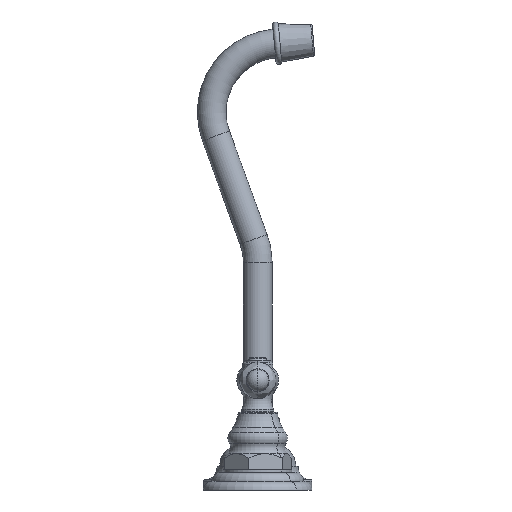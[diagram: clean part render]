
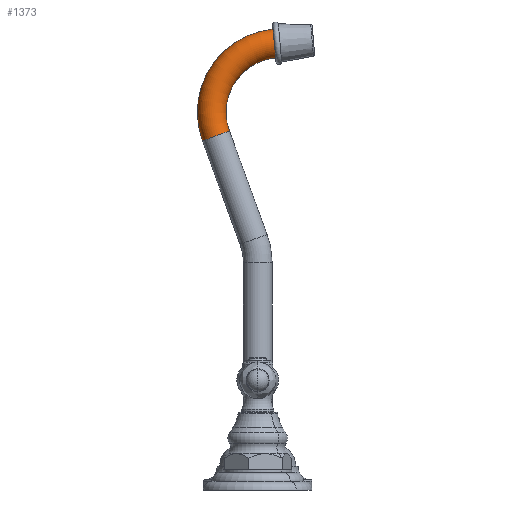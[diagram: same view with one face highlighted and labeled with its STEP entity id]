
A CAD part, left-side view. The second image highlights one B-rep face of the part: STEP entity #1373.
In plain terms, the highlighted toroidal (fillet/blend) face has major radius 38.1 mm and minor radius 7.938 mm.
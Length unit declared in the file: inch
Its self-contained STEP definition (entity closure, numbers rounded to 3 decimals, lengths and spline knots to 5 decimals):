
#593=CARTESIAN_POINT('',(0.,-0.33406,10.01635));
#594=CARTESIAN_POINT('',(-0.0102,-0.33406,
10.01635));
#595=CARTESIAN_POINT('',(-0.0305,-0.33415,
10.01536));
#596=CARTESIAN_POINT('',(-0.06077,-0.33454,
10.01091));
#597=CARTESIAN_POINT('',(-0.09043,-0.33518,
10.00355));
#598=CARTESIAN_POINT('',(-0.11922,-0.33608,
9.99334));
#599=CARTESIAN_POINT('',(-0.14692,-0.33721,
9.98036));
#600=CARTESIAN_POINT('',(-0.17339,-0.33859,
9.96464));
#601=CARTESIAN_POINT('',(-0.19818,-0.34018,
9.94639));
#602=CARTESIAN_POINT('',(-0.22091,-0.34197,
9.92593));
#603=CARTESIAN_POINT('',(-0.24154,-0.34395,
9.90335));
#604=CARTESIAN_POINT('',(-0.26,-0.34611,
9.87866));
#605=CARTESIAN_POINT('',(-0.27592,-0.34842,
9.85226));
#606=CARTESIAN_POINT('',(-0.28906,-0.35084,
9.82463));
#607=CARTESIAN_POINT('',(-0.29943,-0.35335,
9.79586));
#608=CARTESIAN_POINT('',(-0.30697,-0.35596,
9.766));
#609=CARTESIAN_POINT('',(-0.3115,-0.35863,
9.73555));
#610=CARTESIAN_POINT('',(-0.313,-0.3613,
9.70503));
#611=CARTESIAN_POINT('',(-0.3115,-0.36397,
9.67451));
#612=CARTESIAN_POINT('',(-0.30697,-0.36663,
9.64406));
#613=CARTESIAN_POINT('',(-0.29943,-0.36925,
9.6142));
#614=CARTESIAN_POINT('',(-0.28906,-0.37176,
9.58544));
#615=CARTESIAN_POINT('',(-0.27592,-0.37418,
9.55781));
#616=CARTESIAN_POINT('',(-0.26,-0.37649,
9.53141));
#617=CARTESIAN_POINT('',(-0.24154,-0.37865,
9.50671));
#618=CARTESIAN_POINT('',(-0.2209,-0.38062,
9.48413));
#619=CARTESIAN_POINT('',(-0.19818,-0.38241,
9.46368));
#620=CARTESIAN_POINT('',(-0.17339,-0.38401,
9.44542));
#621=CARTESIAN_POINT('',(-0.14692,-0.38539,
9.4297));
#622=CARTESIAN_POINT('',(-0.11922,-0.38652,
9.41673));
#623=CARTESIAN_POINT('',(-0.09043,-0.38742,
9.40652));
#624=CARTESIAN_POINT('',(-0.06077,-0.38806,
9.39915));
#625=CARTESIAN_POINT('',(-0.0305,-0.38845,
9.39471));
#626=CARTESIAN_POINT('',(-0.0102,-0.38854,
9.39372));
#627=CARTESIAN_POINT('',(0.,-0.38854,9.39372));
#632=CARTESIAN_POINT('',(0.,0.90954,7.69843));
#633=DIRECTION('',(0.,0.342,0.94));
#634=DIRECTION('',(0.,0.94,-0.342));
#635=AXIS2_PLACEMENT_3D('',#632,#633,#634);
#640=CARTESIAN_POINT('',(0.,-0.5,8.21146));
#641=DIRECTION('',(1.,0.,0.));
#642=DIRECTION('',(0.,0.94,-0.342));
#643=AXIS2_PLACEMENT_3D('',#640,#641,#642);
#758=CARTESIAN_POINT('',(0.,-0.38854,9.39372));
#792=CARTESIAN_POINT('',(0.,-0.33406,10.01635));
#805=CARTESIAN_POINT('',(0.,-0.5,8.21146));
#806=DIRECTION('',(1.,0.,0.));
#807=DIRECTION('',(0.,0.94,-0.342));
#808=AXIS2_PLACEMENT_3D('',#805,#806,#807);
#821=CARTESIAN_POINT('',(0.,0.61588,7.80531));
#822=CARTESIAN_POINT('',(0.,1.20319,7.59155));
#823=VERTEX_POINT('',#821);
#824=VERTEX_POINT('',#822);
#893=VERTEX_POINT('',#758);
#894=VERTEX_POINT('',#792);
#1359=CARTESIAN_POINT('',(0.,-0.5,8.21146));
#1360=DIRECTION('',(1.,0.,0.));
#1361=DIRECTION('',(0.,-0.94,0.342));
#1362=AXIS2_PLACEMENT_3D('',#1359,#1360,#1361);
#1363=TOROIDAL_SURFACE('',#1362,1.5,0.3125);
#1365=ORIENTED_EDGE('',*,*,#1364,.T.);
#1367=ORIENTED_EDGE('',*,*,#1366,.F.);
#1368=ORIENTED_EDGE('',*,*,#1353,.F.);
#1370=ORIENTED_EDGE('',*,*,#1369,.T.);
#1371=EDGE_LOOP('',(#1365,#1367,#1368,#1370));
#1372=FACE_OUTER_BOUND('',#1371,.F.);
#628=B_SPLINE_CURVE_WITH_KNOTS('',3,(#593,#594,#595,#596,#597,#598,#599,#600,
#601,#602,#603,#604,#605,#606,#607,#608,#609,#610,#611,#612,#613,#614,#615,#616,
#617,#618,#619,#620,#621,#622,#623,#624,#625,#626,#627),.UNSPECIFIED.,.F.,.F.,
(4,1,1,1,1,1,1,1,1,1,1,1,1,1,1,1,1,1,1,1,1,1,1,1,1,1,1,1,1,1,1,1,4),(0.,
0.03125,0.0625,0.09375,0.125,0.15625,0.1875,0.21875,0.25,0.28125,
0.3125,0.34375,0.375,0.40625,0.4375,0.46875,0.5,0.53125,
0.5625,0.59375,0.625,0.65625,0.6875,0.71875,0.75,0.78125,
0.8125,0.84375,0.875,0.90625,0.9375,0.96875,1.),.UNSPECIFIED.);
#636=CIRCLE('',#635,0.3125);
#644=CIRCLE('',#643,1.8125);
#809=CIRCLE('',#808,1.1875);
#1353=EDGE_CURVE('',#824,#823,#636,.T.);
#1364=EDGE_CURVE('',#894,#893,#628,.T.);
#1366=EDGE_CURVE('',#823,#893,#809,.T.);
#1369=EDGE_CURVE('',#824,#894,#644,.T.);
#1373=ADVANCED_FACE('',(#1372),#1363,.T.);
